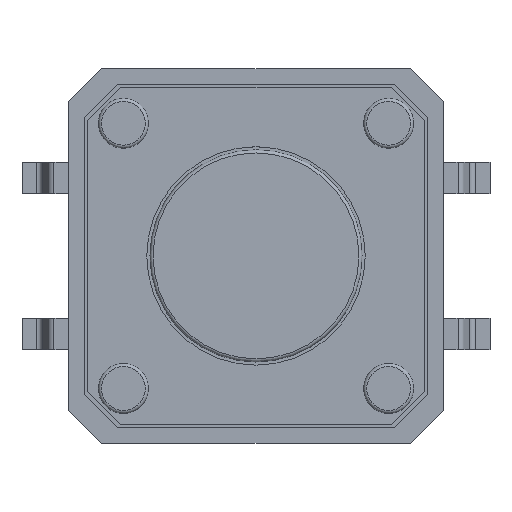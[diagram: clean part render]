
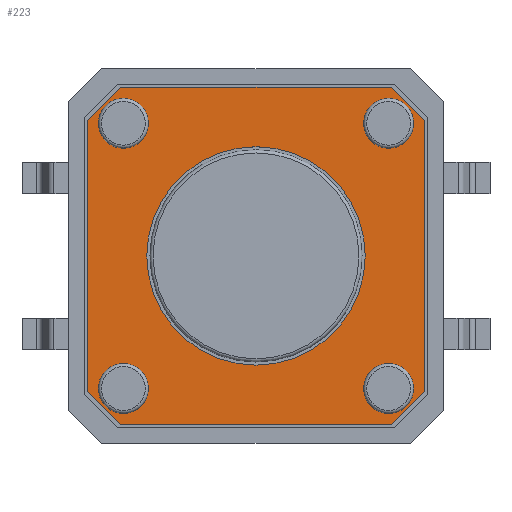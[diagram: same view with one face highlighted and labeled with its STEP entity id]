
A CAD part, top view. The second image highlights one B-rep face of the part: STEP entity #223.
In plain terms, the highlighted planar face has unit normal (0, 0, 1).
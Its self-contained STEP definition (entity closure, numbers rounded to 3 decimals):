
#24 = VERTEX_POINT('',#25);
#25 = CARTESIAN_POINT('',(-5.4,4.339,3.3));
#31 = EDGE_CURVE('',#24,#32,#34,.T.);
#32 = VERTEX_POINT('',#33);
#33 = CARTESIAN_POINT('',(-4.339,5.4,3.3));
#34 = LINE('',#35,#36);
#35 = CARTESIAN_POINT('',(-5.4,4.339,3.3));
#36 = VECTOR('',#37,1.);
#37 = DIRECTION('',(0.707,0.707,0.));
#64 = VERTEX_POINT('',#65);
#65 = CARTESIAN_POINT('',(-5.4,-4.339,3.3));
#71 = EDGE_CURVE('',#64,#24,#72,.T.);
#72 = LINE('',#73,#74);
#73 = CARTESIAN_POINT('',(-5.4,-4.339,3.3));
#74 = VECTOR('',#75,1.);
#75 = DIRECTION('',(0.,1.,0.));
#93 = EDGE_CURVE('',#32,#94,#96,.T.);
#94 = VERTEX_POINT('',#95);
#95 = CARTESIAN_POINT('',(4.339,5.4,3.3));
#96 = LINE('',#97,#98);
#97 = CARTESIAN_POINT('',(-4.339,5.4,3.3));
#98 = VECTOR('',#99,1.);
#99 = DIRECTION('',(1.,0.,0.));
#223 = ADVANCED_FACE('',(#224,#267,#278,#289,#300,#311),#322,.F.);
#224 = FACE_BOUND('',#225,.F.);
#225 = EDGE_LOOP('',(#226,#227,#228,#236,#244,#252,#260,#266));
#226 = ORIENTED_EDGE('',*,*,#31,.T.);
#227 = ORIENTED_EDGE('',*,*,#93,.T.);
#228 = ORIENTED_EDGE('',*,*,#229,.T.);
#229 = EDGE_CURVE('',#94,#230,#232,.T.);
#230 = VERTEX_POINT('',#231);
#231 = CARTESIAN_POINT('',(5.4,4.339,3.3));
#232 = LINE('',#233,#234);
#233 = CARTESIAN_POINT('',(4.339,5.4,3.3));
#234 = VECTOR('',#235,1.);
#235 = DIRECTION('',(0.707,-0.707,0.));
#236 = ORIENTED_EDGE('',*,*,#237,.T.);
#237 = EDGE_CURVE('',#230,#238,#240,.T.);
#238 = VERTEX_POINT('',#239);
#239 = CARTESIAN_POINT('',(5.4,-4.339,3.3));
#240 = LINE('',#241,#242);
#241 = CARTESIAN_POINT('',(5.4,4.339,3.3));
#242 = VECTOR('',#243,1.);
#243 = DIRECTION('',(0.,-1.,0.));
#244 = ORIENTED_EDGE('',*,*,#245,.T.);
#245 = EDGE_CURVE('',#238,#246,#248,.T.);
#246 = VERTEX_POINT('',#247);
#247 = CARTESIAN_POINT('',(4.339,-5.4,3.3));
#248 = LINE('',#249,#250);
#249 = CARTESIAN_POINT('',(5.4,-4.339,3.3));
#250 = VECTOR('',#251,1.);
#251 = DIRECTION('',(-0.707,-0.707,0.));
#252 = ORIENTED_EDGE('',*,*,#253,.T.);
#253 = EDGE_CURVE('',#246,#254,#256,.T.);
#254 = VERTEX_POINT('',#255);
#255 = CARTESIAN_POINT('',(-4.339,-5.4,3.3));
#256 = LINE('',#257,#258);
#257 = CARTESIAN_POINT('',(4.339,-5.4,3.3));
#258 = VECTOR('',#259,1.);
#259 = DIRECTION('',(-1.,0.,0.));
#260 = ORIENTED_EDGE('',*,*,#261,.T.);
#261 = EDGE_CURVE('',#254,#64,#262,.T.);
#262 = LINE('',#263,#264);
#263 = CARTESIAN_POINT('',(-4.339,-5.4,3.3));
#264 = VECTOR('',#265,1.);
#265 = DIRECTION('',(-0.707,0.707,0.));
#266 = ORIENTED_EDGE('',*,*,#71,.T.);
#267 = FACE_BOUND('',#268,.F.);
#268 = EDGE_LOOP('',(#269));
#269 = ORIENTED_EDGE('',*,*,#270,.T.);
#270 = EDGE_CURVE('',#271,#271,#273,.T.);
#271 = VERTEX_POINT('',#272);
#272 = CARTESIAN_POINT('',(-3.75,-4.25,3.3));
#273 = CIRCLE('',#274,0.5);
#274 = AXIS2_PLACEMENT_3D('',#275,#276,#277);
#275 = CARTESIAN_POINT('',(-4.25,-4.25,3.3));
#276 = DIRECTION('',(0.,0.,1.));
#277 = DIRECTION('',(1.,0.,0.));
#278 = FACE_BOUND('',#279,.F.);
#279 = EDGE_LOOP('',(#280));
#280 = ORIENTED_EDGE('',*,*,#281,.T.);
#281 = EDGE_CURVE('',#282,#282,#284,.T.);
#282 = VERTEX_POINT('',#283);
#283 = CARTESIAN_POINT('',(-3.75,4.25,3.3));
#284 = CIRCLE('',#285,0.5);
#285 = AXIS2_PLACEMENT_3D('',#286,#287,#288);
#286 = CARTESIAN_POINT('',(-4.25,4.25,3.3));
#287 = DIRECTION('',(0.,0.,1.));
#288 = DIRECTION('',(1.,0.,0.));
#289 = FACE_BOUND('',#290,.F.);
#290 = EDGE_LOOP('',(#291));
#291 = ORIENTED_EDGE('',*,*,#292,.T.);
#292 = EDGE_CURVE('',#293,#293,#295,.T.);
#293 = VERTEX_POINT('',#294);
#294 = CARTESIAN_POINT('',(3.5,0.,3.3));
#295 = CIRCLE('',#296,3.5);
#296 = AXIS2_PLACEMENT_3D('',#297,#298,#299);
#297 = CARTESIAN_POINT('',(0.,0.,3.3));
#298 = DIRECTION('',(0.,0.,1.));
#299 = DIRECTION('',(1.,0.,0.));
#300 = FACE_BOUND('',#301,.F.);
#301 = EDGE_LOOP('',(#302));
#302 = ORIENTED_EDGE('',*,*,#303,.T.);
#303 = EDGE_CURVE('',#304,#304,#306,.T.);
#304 = VERTEX_POINT('',#305);
#305 = CARTESIAN_POINT('',(4.75,4.25,3.3));
#306 = CIRCLE('',#307,0.5);
#307 = AXIS2_PLACEMENT_3D('',#308,#309,#310);
#308 = CARTESIAN_POINT('',(4.25,4.25,3.3));
#309 = DIRECTION('',(0.,0.,1.));
#310 = DIRECTION('',(1.,0.,0.));
#311 = FACE_BOUND('',#312,.F.);
#312 = EDGE_LOOP('',(#313));
#313 = ORIENTED_EDGE('',*,*,#314,.T.);
#314 = EDGE_CURVE('',#315,#315,#317,.T.);
#315 = VERTEX_POINT('',#316);
#316 = CARTESIAN_POINT('',(4.75,-4.25,3.3));
#317 = CIRCLE('',#318,0.5);
#318 = AXIS2_PLACEMENT_3D('',#319,#320,#321);
#319 = CARTESIAN_POINT('',(4.25,-4.25,3.3));
#320 = DIRECTION('',(0.,0.,1.));
#321 = DIRECTION('',(1.,0.,0.));
#322 = PLANE('',#323);
#323 = AXIS2_PLACEMENT_3D('',#324,#325,#326);
#324 = CARTESIAN_POINT('',(0.,0.,3.3));
#325 = DIRECTION('',(-0.,-0.,-1.));
#326 = DIRECTION('',(0.,-1.,0.));
